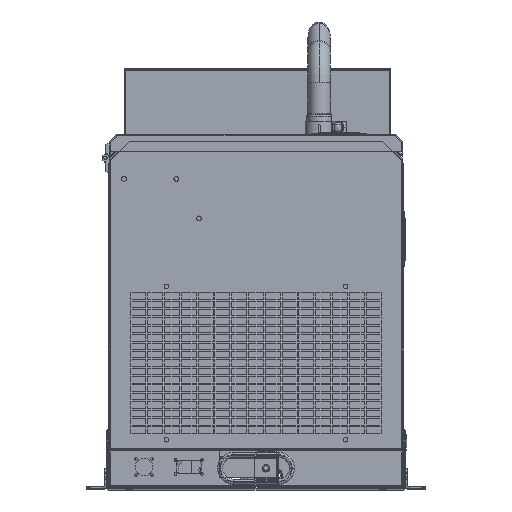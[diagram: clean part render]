
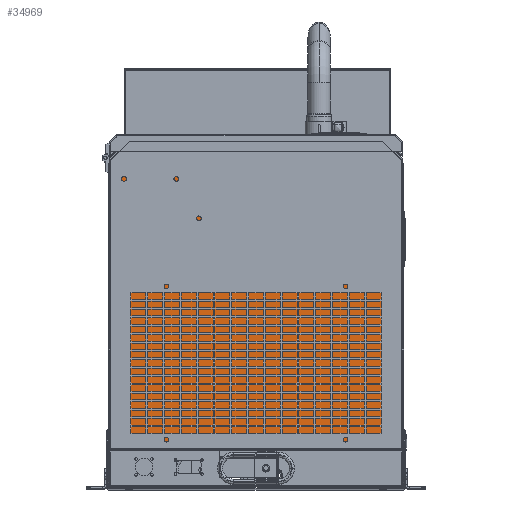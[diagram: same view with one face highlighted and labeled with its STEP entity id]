
A CAD part, top view. The second image highlights one B-rep face of the part: STEP entity #34969.
In plain terms, the highlighted planar face has unit normal (0, 0, 1).
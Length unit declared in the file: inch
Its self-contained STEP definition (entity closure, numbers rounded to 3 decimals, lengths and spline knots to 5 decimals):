
#724 = DIRECTION ( 'NONE',  ( 0., 1., 0. ) ) ;
#2841 = CARTESIAN_POINT ( 'NONE',  ( 8.6552, 22.985, -22.1402 ) ) ;
#4551 = EDGE_CURVE ( 'NONE', #124020, #101981, #78944, .T. ) ;
#4934 = VERTEX_POINT ( 'NONE', #47174 ) ;
#5919 = DIRECTION ( 'NONE',  ( 0., -1., 0. ) ) ;
#6340 = VERTEX_POINT ( 'NONE', #47807 ) ;
#6747 = FACE_OUTER_BOUND ( 'NONE', #37462, .T. ) ;
#7776 = VERTEX_POINT ( 'NONE', #69472 ) ;
#8474 = DIRECTION ( 'NONE',  ( -1., 0., 0. ) ) ;
#9457 = ORIENTED_EDGE ( 'NONE', *, *, #121853, .T. ) ;
#9827 = CARTESIAN_POINT ( 'NONE',  ( 9.7802, 23.385, -22.1402 ) ) ;
#11600 = VERTEX_POINT ( 'NONE', #35629 ) ;
#12803 = AXIS2_PLACEMENT_3D ( 'NONE', #60083, #111718, #163026 ) ;
#13526 = CIRCLE ( 'NONE', #35026, 0.1405 ) ;
#13826 = DIRECTION ( 'NONE',  ( -0.707, 0.707, 0. ) ) ;
#19392 = DIRECTION ( 'NONE',  ( -1., 0., 0. ) ) ;
#21284 = CARTESIAN_POINT ( 'NONE',  ( -7.8595, 13.9011, -22.1402 ) ) ;
#22242 = VERTEX_POINT ( 'NONE', #48208 ) ;
#22497 = DIRECTION ( 'NONE',  ( 0., -1., 0. ) ) ;
#23141 = EDGE_LOOP ( 'NONE', ( #137057, #42897 ) ) ;
#23522 = VECTOR ( 'NONE', #114204, 39.37008 ) ;
#23632 = EDGE_CURVE ( 'NONE', #31827, #7776, #93172, .T. ) ;
#25070 = VECTOR ( 'NONE', #5919, 39.37008 ) ;
#25183 = VECTOR ( 'NONE', #13826, 39.37008 ) ;
#26911 = CARTESIAN_POINT ( 'NONE',  ( 8., 15.0822, -22.1402 ) ) ;
#27599 = VECTOR ( 'NONE', #84278, 39.37008 ) ;
#27745 = CARTESIAN_POINT ( 'NONE',  ( -9.7802, 21.985, -22.1402 ) ) ;
#28609 = CARTESIAN_POINT ( 'NONE',  ( 9.9, 2.6002, -22.1402 ) ) ;
#28645 = VERTEX_POINT ( 'NONE', #91654 ) ;
#28728 = CARTESIAN_POINT ( 'NONE',  ( 9.9, 22.985, -22.1402 ) ) ;
#29373 = DIRECTION ( 'NONE',  ( 0., 0., -1. ) ) ;
#31699 = VECTOR ( 'NONE', #82081, 39.37008 ) ;
#31827 = VERTEX_POINT ( 'NONE', #55830 ) ;
#34082 = AXIS2_PLACEMENT_3D ( 'NONE', #73586, #34614, #8474 ) ;
#34614 = DIRECTION ( 'NONE',  ( 0., 0., -1. ) ) ;
#34969 = ADVANCED_FACE ( 'NONE', ( #135176, #97257, #106564, #6747 ), #132695, .F. ) ;
#35026 = AXIS2_PLACEMENT_3D ( 'NONE', #106341, #118101, #80176 ) ;
#35629 = CARTESIAN_POINT ( 'NONE',  ( -8.1405, 13.9011, -22.1402 ) ) ;
#36078 = EDGE_CURVE ( 'NONE', #28645, #103700, #115058, .T. ) ;
#36349 = CARTESIAN_POINT ( 'NONE',  ( 8.7802, 22.985, -22.1402 ) ) ;
#36654 = VECTOR ( 'NONE', #116513, 39.37008 ) ;
#36823 = CARTESIAN_POINT ( 'NONE',  ( -8.7802, 22.985, -22.1402 ) ) ;
#37462 = EDGE_LOOP ( 'NONE', ( #161681, #62850, #156485, #114220, #163159, #113285, #79391, #72671, #46029, #122083 ) ) ;
#42579 = CARTESIAN_POINT ( 'NONE',  ( -8.6552, 22.985, -22.1402 ) ) ;
#42897 = ORIENTED_EDGE ( 'NONE', *, *, #75048, .T. ) ;
#44359 = EDGE_LOOP ( 'NONE', ( #142996, #154835 ) ) ;
#45085 = VECTOR ( 'NONE', #22497, 39.37008 ) ;
#45253 = CIRCLE ( 'NONE', #69629, 0.1405 ) ;
#46029 = ORIENTED_EDGE ( 'NONE', *, *, #64606, .F. ) ;
#47147 = ORIENTED_EDGE ( 'NONE', *, *, #23632, .T. ) ;
#47174 = CARTESIAN_POINT ( 'NONE',  ( 9.7802, 2.6002, -22.1402 ) ) ;
#47807 = CARTESIAN_POINT ( 'NONE',  ( 7.8595, 15.0822, -22.1402 ) ) ;
#48208 = CARTESIAN_POINT ( 'NONE',  ( 9.7802, 21.797, -22.1402 ) ) ;
#55763 = DIRECTION ( 'NONE',  ( -1., 0., 0. ) ) ;
#55830 = CARTESIAN_POINT ( 'NONE',  ( 7.8595, 13.9011, -22.1402 ) ) ;
#55899 = CIRCLE ( 'NONE', #12803, 0.1405 ) ;
#56589 = LINE ( 'NONE', #98077, #25070 ) ;
#57092 = LINE ( 'NONE', #108729, #27599 ) ;
#58313 = AXIS2_PLACEMENT_3D ( 'NONE', #120836, #159527, #19392 ) ;
#60083 = CARTESIAN_POINT ( 'NONE',  ( -8., 13.9011, -22.1402 ) ) ;
#61684 = EDGE_CURVE ( 'NONE', #6340, #158689, #82175, .T. ) ;
#62850 = ORIENTED_EDGE ( 'NONE', *, *, #150326, .T. ) ;
#64606 = EDGE_CURVE ( 'NONE', #125201, #92551, #57092, .T. ) ;
#64867 = LINE ( 'NONE', #104678, #94246 ) ;
#68338 = LINE ( 'NONE', #28609, #36654 ) ;
#68534 = CARTESIAN_POINT ( 'NONE',  ( 9.9, 22.985, -22.1402 ) ) ;
#68760 = VERTEX_POINT ( 'NONE', #123774 ) ;
#69163 = EDGE_CURVE ( 'NONE', #132338, #125201, #64867, .T. ) ;
#69472 = CARTESIAN_POINT ( 'NONE',  ( 8.1405, 13.9011, -22.1402 ) ) ;
#69629 = AXIS2_PLACEMENT_3D ( 'NONE', #165837, #99393, #150793 ) ;
#71037 = LINE ( 'NONE', #68534, #149470 ) ;
#72671 = ORIENTED_EDGE ( 'NONE', *, *, #125090, .T. ) ;
#73586 = CARTESIAN_POINT ( 'NONE',  ( 8., 15.0822, -22.1402 ) ) ;
#73879 = AXIS2_PLACEMENT_3D ( 'NONE', #147579, #29373, #81022 ) ;
#75037 = VERTEX_POINT ( 'NONE', #21284 ) ;
#75048 = EDGE_CURVE ( 'NONE', #11600, #75037, #55899, .T. ) ;
#75193 = EDGE_CURVE ( 'NONE', #101981, #103700, #82898, .T. ) ;
#75647 = CARTESIAN_POINT ( 'NONE',  ( 9.7802, 21.985, -22.1402 ) ) ;
#78944 = LINE ( 'NONE', #118556, #25183 ) ;
#79391 = ORIENTED_EDGE ( 'NONE', *, *, #36078, .F. ) ;
#80176 = DIRECTION ( 'NONE',  ( -1., 0., 0. ) ) ;
#81022 = DIRECTION ( 'NONE',  ( -1., 0., 0. ) ) ;
#82081 = DIRECTION ( 'NONE',  ( -1., 0., 0. ) ) ;
#82175 = CIRCLE ( 'NONE', #143998, 0.1405 ) ;
#82898 = LINE ( 'NONE', #28728, #31699 ) ;
#83085 = EDGE_LOOP ( 'NONE', ( #47147, #9457 ) ) ;
#84278 = DIRECTION ( 'NONE',  ( 0.707, 0.707, 0. ) ) ;
#88488 = VECTOR ( 'NONE', #94387, 39.37008 ) ;
#91654 = CARTESIAN_POINT ( 'NONE',  ( -8.6552, 22.985, -22.1402 ) ) ;
#92551 = VERTEX_POINT ( 'NONE', #36823 ) ;
#93172 = CIRCLE ( 'NONE', #73879, 0.1405 ) ;
#94246 = VECTOR ( 'NONE', #724, 39.37008 ) ;
#94387 = DIRECTION ( 'NONE',  ( 1., 0., 0. ) ) ;
#97257 = FACE_BOUND ( 'NONE', #83085, .T. ) ;
#98077 = CARTESIAN_POINT ( 'NONE',  ( -9.7802, 23.385, -22.1402 ) ) ;
#99393 = DIRECTION ( 'NONE',  ( 0., 0., -1. ) ) ;
#101123 = LINE ( 'NONE', #9827, #45085 ) ;
#101981 = VERTEX_POINT ( 'NONE', #36349 ) ;
#103202 = EDGE_CURVE ( 'NONE', #132338, #68760, #56589, .T. ) ;
#103700 = VERTEX_POINT ( 'NONE', #2841 ) ;
#104678 = CARTESIAN_POINT ( 'NONE',  ( -9.7802, 23.385, -22.1402 ) ) ;
#106341 = CARTESIAN_POINT ( 'NONE',  ( 8., 13.9011, -22.1402 ) ) ;
#106564 = FACE_BOUND ( 'NONE', #23141, .T. ) ;
#107073 = CIRCLE ( 'NONE', #34082, 0.1405 ) ;
#108729 = CARTESIAN_POINT ( 'NONE',  ( 0.7599, 32.5251, -22.1402 ) ) ;
#111718 = DIRECTION ( 'NONE',  ( 0., 0., -1. ) ) ;
#113285 = ORIENTED_EDGE ( 'NONE', *, *, #75193, .T. ) ;
#114204 = DIRECTION ( 'NONE',  ( 0., -1., 0. ) ) ;
#114220 = ORIENTED_EDGE ( 'NONE', *, *, #127891, .F. ) ;
#115058 = LINE ( 'NONE', #42579, #88488 ) ;
#116513 = DIRECTION ( 'NONE',  ( 1., 0., 0. ) ) ;
#116642 = CARTESIAN_POINT ( 'NONE',  ( 9.7802, 23.385, -22.1402 ) ) ;
#118101 = DIRECTION ( 'NONE',  ( 0., 0., -1. ) ) ;
#118556 = CARTESIAN_POINT ( 'NONE',  ( 9.1401, 22.6251, -22.1402 ) ) ;
#120836 = CARTESIAN_POINT ( 'NONE',  ( 9.9, 23.385, -22.1402 ) ) ;
#121853 = EDGE_CURVE ( 'NONE', #7776, #31827, #13526, .T. ) ;
#122083 = ORIENTED_EDGE ( 'NONE', *, *, #69163, .F. ) ;
#123774 = CARTESIAN_POINT ( 'NONE',  ( -9.7802, 2.6002, -22.1402 ) ) ;
#124020 = VERTEX_POINT ( 'NONE', #75647 ) ;
#125090 = EDGE_CURVE ( 'NONE', #28645, #92551, #71037, .T. ) ;
#125201 = VERTEX_POINT ( 'NONE', #27745 ) ;
#127891 = EDGE_CURVE ( 'NONE', #124020, #22242, #101123, .T. ) ;
#128673 = CARTESIAN_POINT ( 'NONE',  ( -9.7802, 21.797, -22.1402 ) ) ;
#128738 = EDGE_CURVE ( 'NONE', #22242, #4934, #129352, .T. ) ;
#129352 = LINE ( 'NONE', #116642, #23522 ) ;
#132338 = VERTEX_POINT ( 'NONE', #128673 ) ;
#132695 = PLANE ( 'NONE',  #58313 ) ;
#135176 = FACE_BOUND ( 'NONE', #44359, .T. ) ;
#137057 = ORIENTED_EDGE ( 'NONE', *, *, #161104, .T. ) ;
#140139 = CARTESIAN_POINT ( 'NONE',  ( 8.1405, 15.0822, -22.1402 ) ) ;
#142996 = ORIENTED_EDGE ( 'NONE', *, *, #61684, .T. ) ;
#143998 = AXIS2_PLACEMENT_3D ( 'NONE', #26911, #155289, #152826 ) ;
#147579 = CARTESIAN_POINT ( 'NONE',  ( 8., 13.9011, -22.1402 ) ) ;
#149470 = VECTOR ( 'NONE', #55763, 39.37008 ) ;
#150326 = EDGE_CURVE ( 'NONE', #68760, #4934, #68338, .T. ) ;
#150793 = DIRECTION ( 'NONE',  ( 1., 0., 0. ) ) ;
#152826 = DIRECTION ( 'NONE',  ( -1., 0., 0. ) ) ;
#154835 = ORIENTED_EDGE ( 'NONE', *, *, #160417, .T. ) ;
#155289 = DIRECTION ( 'NONE',  ( 0., 0., -1. ) ) ;
#156485 = ORIENTED_EDGE ( 'NONE', *, *, #128738, .F. ) ;
#158689 = VERTEX_POINT ( 'NONE', #140139 ) ;
#159527 = DIRECTION ( 'NONE',  ( 0., 0., -1. ) ) ;
#160417 = EDGE_CURVE ( 'NONE', #158689, #6340, #107073, .T. ) ;
#161104 = EDGE_CURVE ( 'NONE', #75037, #11600, #45253, .T. ) ;
#161681 = ORIENTED_EDGE ( 'NONE', *, *, #103202, .T. ) ;
#163026 = DIRECTION ( 'NONE',  ( 1., 0., 0. ) ) ;
#163159 = ORIENTED_EDGE ( 'NONE', *, *, #4551, .T. ) ;
#165837 = CARTESIAN_POINT ( 'NONE',  ( -8., 13.9011, -22.1402 ) ) ;
